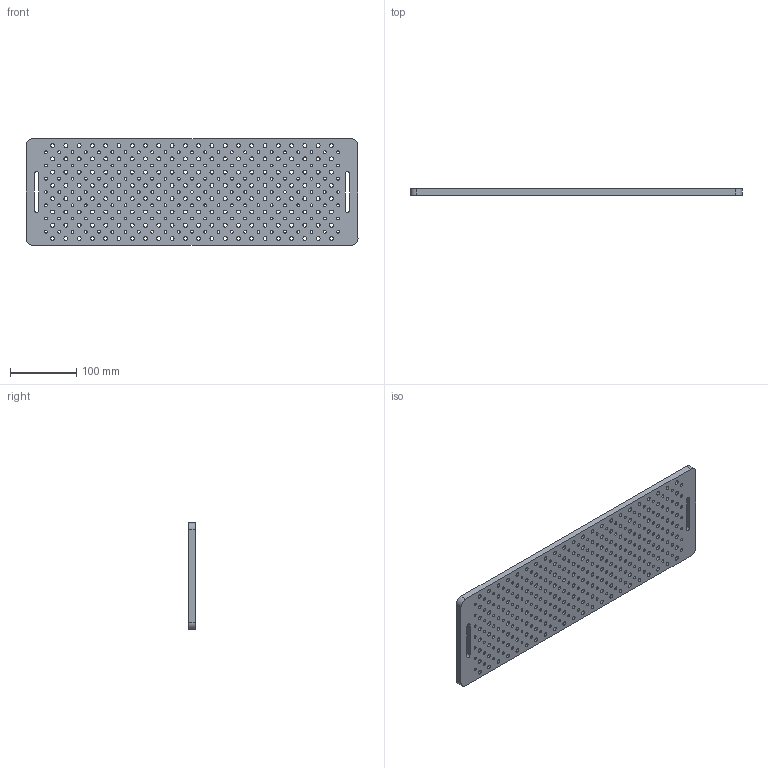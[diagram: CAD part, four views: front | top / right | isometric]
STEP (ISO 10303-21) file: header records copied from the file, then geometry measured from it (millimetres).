
FILE_DESCRIPTION(/* description */ (''),/* implementation_level */ '2;1');
FILE_NAME(/* name */ 'Full-Monty-Fixture-Plate v2.step',/* time_stamp */ '2023-06-12T01:49:19+01:00',/* author */ (''),/* organization */ (''),/* preprocessor_version */ 'ST-DEVELOPER v19.2',/* originating_system */ 'Autodesk Translation Framework v12.6.0.85',/* authorisation */ '');
FILE_SCHEMA (('AUTOMOTIVE_DESIGN { 1 0 10303 214 3 1 1 }'));
Length unit declared in the file: millimetre
Products named in the file (2): Full-Monty-Fixture-Plate; Full-Monty-Fixture-Plate_1
Assembly tree (1 placements, depth 2):
  Full-Monty-Fixture-Plate
    Full-Monty-Fixture-Plate_1
Bounding box: 500 x 10 x 160 mm (x, y, z)
Volume: 722521.7 mm3; surface area: 213453.9 mm2
Topology: 1 solids, 1 shells, 355 faces, 1059 edges, 706 vertices
Faces by surface type: cylinder 345, plane 10
Full cylindrical faces by diameter (mm): 4.2 x161, 5.8 x176
Entity records: 13779 total; most frequent: DIRECTION 2465, CARTESIAN_POINT 2123, ORIENTED_EDGE 2118, EDGE_CURVE 1059, AXIS2_PLACEMENT_3D 1048, EDGE_LOOP 1033, VERTEX_POINT 706, CIRCLE 690
